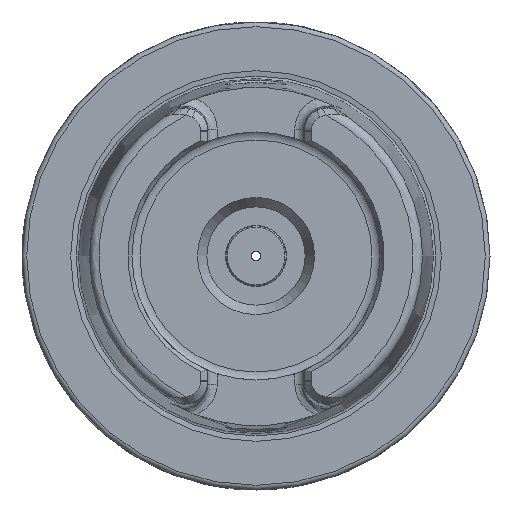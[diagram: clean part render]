
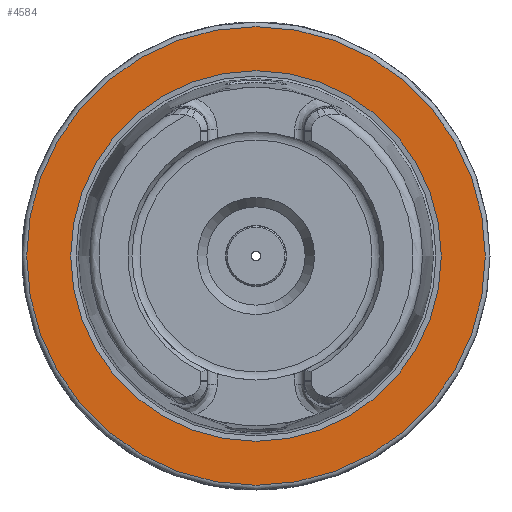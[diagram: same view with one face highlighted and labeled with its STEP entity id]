
A CAD part, left-side view. The second image highlights one B-rep face of the part: STEP entity #4584.
In plain terms, the highlighted planar face has unit normal (-1, 0, 0).
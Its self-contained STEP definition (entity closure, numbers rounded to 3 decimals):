
#366=FACE_BOUND('',#920,.T.);
#447=PLANE('',#4992);
#648=FACE_OUTER_BOUND('',#919,.T.);
#919=EDGE_LOOP('',(#3930,#3931));
#920=EDGE_LOOP('',(#3932,#3933));
#1650=CIRCLE('',#4990,39.587);
#1651=CIRCLE('',#4991,39.587);
#1652=CIRCLE('',#4993,49.);
#1653=CIRCLE('',#4994,49.);
#2102=VERTEX_POINT('',#10823);
#2103=VERTEX_POINT('',#10825);
#2104=VERTEX_POINT('',#10829);
#2105=VERTEX_POINT('',#10830);
#2742=EDGE_CURVE('',#2103,#2102,#1650,.T.);
#2743=EDGE_CURVE('',#2102,#2103,#1651,.T.);
#2744=EDGE_CURVE('',#2104,#2105,#1652,.T.);
#2745=EDGE_CURVE('',#2105,#2104,#1653,.T.);
#3930=ORIENTED_EDGE('',*,*,#2744,.F.);
#3931=ORIENTED_EDGE('',*,*,#2745,.F.);
#3932=ORIENTED_EDGE('',*,*,#2742,.T.);
#3933=ORIENTED_EDGE('',*,*,#2743,.T.);
#4584=ADVANCED_FACE('',(#648,#366),#447,.T.);
#4990=AXIS2_PLACEMENT_3D('',#10826,#5957,#5958);
#4991=AXIS2_PLACEMENT_3D('',#10827,#5959,#5960);
#4992=AXIS2_PLACEMENT_3D('',#10828,#5961,#5962);
#4993=AXIS2_PLACEMENT_3D('',#10831,#5963,#5964);
#4994=AXIS2_PLACEMENT_3D('',#10832,#5965,#5966);
#5957=DIRECTION('center_axis',(1.,0.,0.));
#5958=DIRECTION('ref_axis',(0.,0.,-1.));
#5959=DIRECTION('center_axis',(1.,0.,0.));
#5960=DIRECTION('ref_axis',(0.,0.,-1.));
#5961=DIRECTION('center_axis',(-1.,0.,0.));
#5962=DIRECTION('ref_axis',(0.,0.,1.));
#5963=DIRECTION('center_axis',(1.,0.,0.));
#5964=DIRECTION('ref_axis',(0.,0.,-1.));
#5965=DIRECTION('center_axis',(1.,0.,0.));
#5966=DIRECTION('ref_axis',(0.,0.,-1.));
#10823=CARTESIAN_POINT('',(0.,-39.587,0.));
#10825=CARTESIAN_POINT('',(0.,39.587,0.));
#10826=CARTESIAN_POINT('Origin',(0.,0.,0.));
#10827=CARTESIAN_POINT('Origin',(0.,0.,0.));
#10828=CARTESIAN_POINT('Origin',(0.,49.,
0.));
#10829=CARTESIAN_POINT('',(0.,49.,0.));
#10830=CARTESIAN_POINT('',(0.,0.,
49.));
#10831=CARTESIAN_POINT('Origin',(0.,0.,0.));
#10832=CARTESIAN_POINT('Origin',(0.,0.,0.));
